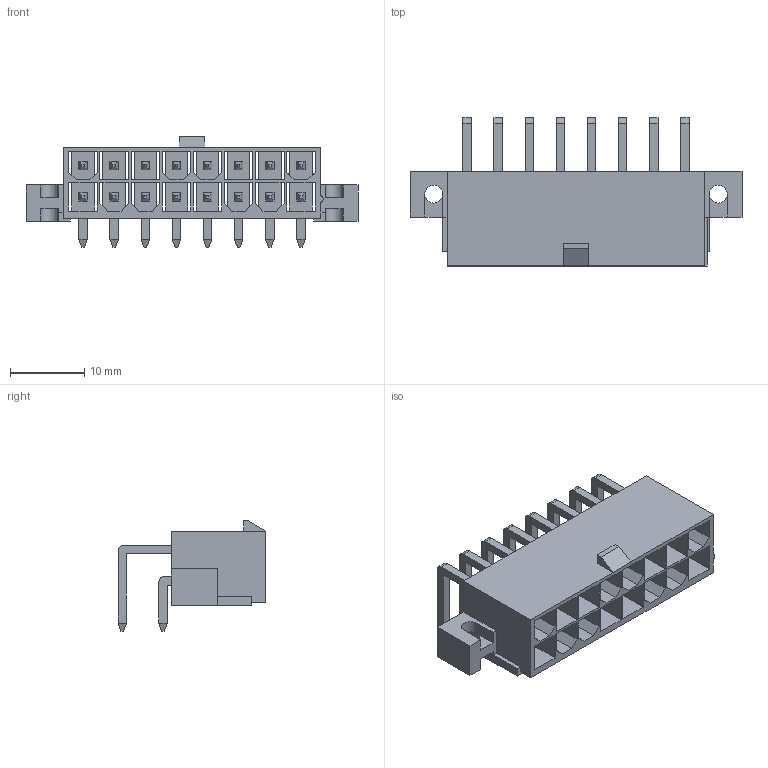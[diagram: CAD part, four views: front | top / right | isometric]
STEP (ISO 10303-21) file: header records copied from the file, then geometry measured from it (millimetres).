
FILE_DESCRIPTION(/* description */ ('Unknown'),/* implementation_level */ '2;1');
FILE_NAME(/* name */ '64901621022',/* time_stamp */ '2019-08-05T11:12:44+02:00',/* author */ ('Unknown'),/* organization */ ('Unknown'),/* preprocessor_version */ 'ST-DEVELOPER v16.7',/* originating_system */ 'DEX',/* authorisation */ $);
FILE_SCHEMA (('AUTOMOTIVE_DESIGN {1 0 10303 214 3 1 1}'));
Length unit declared in the file: millimetre
Products named in the file (4): 6490xx21022; 64901621022; 6490xx21022_PIN; 6490xx21022_PIN_BIS
Assembly tree (17 placements, depth 2):
  6490xx21022
    64901621022
    6490xx21022_PIN  x8
    6490xx21022_PIN_BIS  x8
Bounding box: 44.8 x 19.97 x 14.9 mm (x, y, z)
Volume: 2469.3 mm3; surface area: 6943.4 mm2
Topology: 17 solids, 17 shells, 557 faces, 1441 edges, 904 vertices
Faces by surface type: plane 534, cylinder 23
Entity records: 10633 total; most frequent: CARTESIAN_POINT 1856, ORIENTED_EDGE 1846, DIRECTION 1615, EDGE_CURVE 923, LINE 905, VECTOR 905, VERTEX_POINT 596, EDGE_LOOP 409
